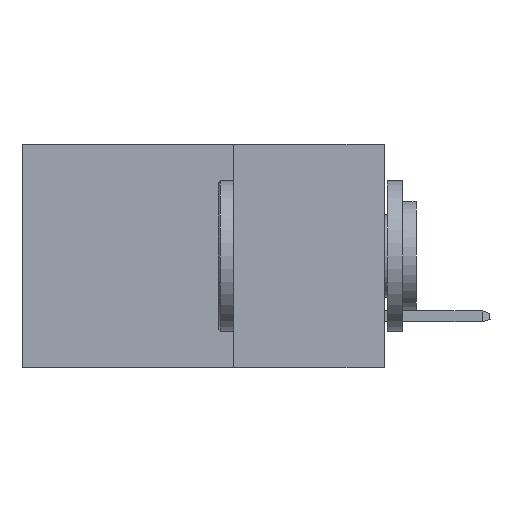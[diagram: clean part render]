
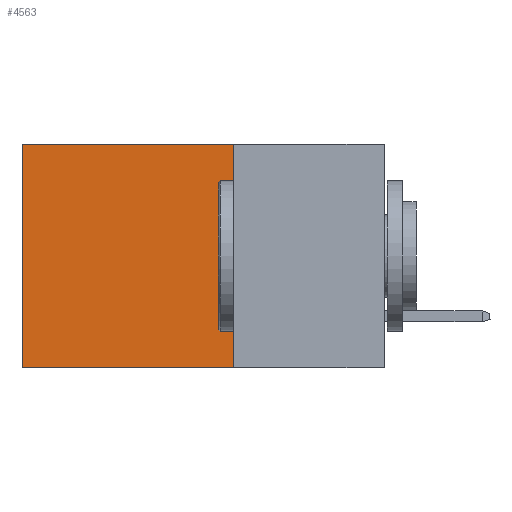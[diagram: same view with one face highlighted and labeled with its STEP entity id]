
A CAD part, left-side view. The second image highlights one B-rep face of the part: STEP entity #4563.
In plain terms, the highlighted planar face has unit normal (-1, 0, 0).
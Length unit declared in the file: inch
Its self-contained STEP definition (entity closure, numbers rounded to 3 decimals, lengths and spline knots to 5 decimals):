
#398 = CARTESIAN_POINT ( 'NONE',  ( 0.298, 0.25, 0. ) ) ;
#948 = VERTEX_POINT ( 'NONE', #12079 ) ;
#1328 = ORIENTED_EDGE ( 'NONE', *, *, #5279, .T. ) ;
#1495 = DIRECTION ( 'NONE',  ( 0., 0., -1. ) ) ;
#2565 = CARTESIAN_POINT ( 'NONE',  ( 0.298, 0.25, 0. ) ) ;
#2810 = DIRECTION ( 'NONE',  ( 0., 1., 0. ) ) ;
#4008 = AXIS2_PLACEMENT_3D ( 'NONE', #13875, #7680, #5825 ) ;
#4375 = CARTESIAN_POINT ( 'NONE',  ( 0.298, 0.25, -0.37 ) ) ;
#4392 = VECTOR ( 'NONE', #13970, 39.37008 ) ;
#4563 = ADVANCED_FACE ( 'NONE', ( #9352 ), #12280, .F. ) ;
#5279 = EDGE_CURVE ( 'NONE', #10192, #16076, #5386, .T. ) ;
#5386 = LINE ( 'NONE', #2565, #4392 ) ;
#5825 = DIRECTION ( 'NONE',  ( 0., 0., -1. ) ) ;
#6140 = EDGE_CURVE ( 'NONE', #16076, #948, #16161, .T. ) ;
#6175 = LINE ( 'NONE', #4375, #11335 ) ;
#6968 = CARTESIAN_POINT ( 'NONE',  ( 0.298, 0.25, 0. ) ) ;
#7585 = EDGE_CURVE ( 'NONE', #10192, #15928, #8055, .T. ) ;
#7680 = DIRECTION ( 'NONE',  ( 1., 0., 0. ) ) ;
#7854 = EDGE_LOOP ( 'NONE', ( #19748, #16127, #18687, #1328 ) ) ;
#8055 = LINE ( 'NONE', #398, #12881 ) ;
#9352 = FACE_OUTER_BOUND ( 'NONE', #7854, .T. ) ;
#10192 = VERTEX_POINT ( 'NONE', #6968 ) ;
#11335 = VECTOR ( 'NONE', #2810, 39.37008 ) ;
#11943 = VECTOR ( 'NONE', #1495, 39.37008 ) ;
#12079 = CARTESIAN_POINT ( 'NONE',  ( 0.298, 0.6, -0.37 ) ) ;
#12280 = PLANE ( 'NONE',  #4008 ) ;
#12529 = DIRECTION ( 'NONE',  ( 0., 0., -1. ) ) ;
#12881 = VECTOR ( 'NONE', #12529, 39.37008 ) ;
#13875 = CARTESIAN_POINT ( 'NONE',  ( 0.298, 0.25, 0. ) ) ;
#13970 = DIRECTION ( 'NONE',  ( 0., 1., 0. ) ) ;
#15928 = VERTEX_POINT ( 'NONE', #18955 ) ;
#16076 = VERTEX_POINT ( 'NONE', #16199 ) ;
#16127 = ORIENTED_EDGE ( 'NONE', *, *, #16402, .F. ) ;
#16161 = LINE ( 'NONE', #20240, #11943 ) ;
#16199 = CARTESIAN_POINT ( 'NONE',  ( 0.298, 0.6, 0. ) ) ;
#16402 = EDGE_CURVE ( 'NONE', #15928, #948, #6175, .T. ) ;
#18687 = ORIENTED_EDGE ( 'NONE', *, *, #7585, .F. ) ;
#18955 = CARTESIAN_POINT ( 'NONE',  ( 0.298, 0.25, -0.37 ) ) ;
#19748 = ORIENTED_EDGE ( 'NONE', *, *, #6140, .T. ) ;
#20240 = CARTESIAN_POINT ( 'NONE',  ( 0.298, 0.6, 0. ) ) ;
